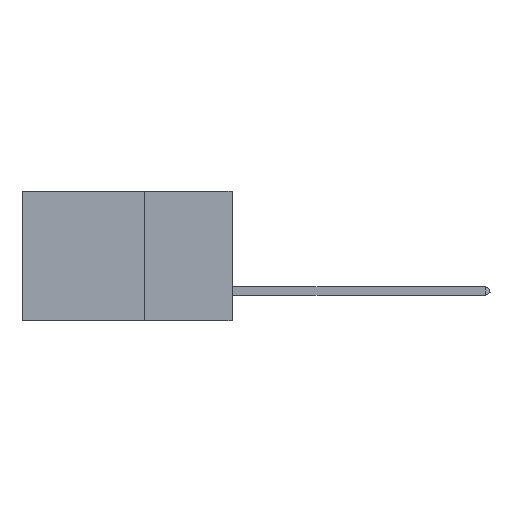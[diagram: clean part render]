
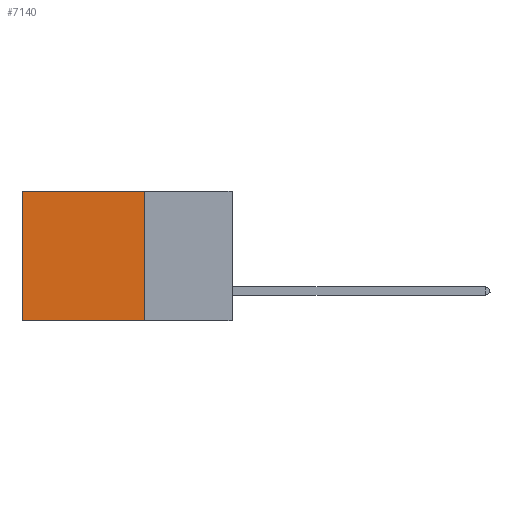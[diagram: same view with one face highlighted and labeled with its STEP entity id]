
A CAD part, left-side view. The second image highlights one B-rep face of the part: STEP entity #7140.
In plain terms, the highlighted planar face has unit normal (-1, 0, 0).
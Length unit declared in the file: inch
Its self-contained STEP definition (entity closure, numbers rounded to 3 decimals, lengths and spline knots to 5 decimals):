
#78 = CARTESIAN_POINT ( 'NONE',  ( 0.2875, 0.25, 0. ) ) ;
#544 = ORIENTED_EDGE ( 'NONE', *, *, #10414, .F. ) ;
#662 = ORIENTED_EDGE ( 'NONE', *, *, #9873, .T. ) ;
#780 = CARTESIAN_POINT ( 'NONE',  ( 0.2875, 0.6, -0.37 ) ) ;
#1458 = ORIENTED_EDGE ( 'NONE', *, *, #9266, .T. ) ;
#1666 = VECTOR ( 'NONE', #9558, 39.37008 ) ;
#1962 = VECTOR ( 'NONE', #10777, 39.37008 ) ;
#3225 = EDGE_CURVE ( 'NONE', #19754, #3333, #16971, .T. ) ;
#3333 = VERTEX_POINT ( 'NONE', #780 ) ;
#4619 = VECTOR ( 'NONE', #9491, 39.37008 ) ;
#4820 = LINE ( 'NONE', #12989, #16691 ) ;
#5865 = CARTESIAN_POINT ( 'NONE',  ( 0.2875, 0.6, 0. ) ) ;
#6124 = CARTESIAN_POINT ( 'NONE',  ( 0.2875, 0.25, -0.37 ) ) ;
#6360 = ORIENTED_EDGE ( 'NONE', *, *, #3225, .F. ) ;
#6447 = DIRECTION ( 'NONE',  ( 1., 0., 0. ) ) ;
#6885 = VERTEX_POINT ( 'NONE', #6928 ) ;
#6928 = CARTESIAN_POINT ( 'NONE',  ( 0.2875, 0.25, 0. ) ) ;
#7140 = ADVANCED_FACE ( 'NONE', ( #12184 ), #14415, .F. ) ;
#7608 = LINE ( 'NONE', #16854, #1962 ) ;
#7666 = VERTEX_POINT ( 'NONE', #5865 ) ;
#8156 = AXIS2_PLACEMENT_3D ( 'NONE', #15941, #6447, #9601 ) ;
#9266 = EDGE_CURVE ( 'NONE', #7666, #3333, #7608, .T. ) ;
#9491 = DIRECTION ( 'NONE',  ( 0., 1., 0. ) ) ;
#9558 = DIRECTION ( 'NONE',  ( 0., 1., 0. ) ) ;
#9601 = DIRECTION ( 'NONE',  ( 0., 0., -1. ) ) ;
#9873 = EDGE_CURVE ( 'NONE', #6885, #7666, #17466, .T. ) ;
#10414 = EDGE_CURVE ( 'NONE', #6885, #19754, #4820, .T. ) ;
#10777 = DIRECTION ( 'NONE',  ( 0., 0., -1. ) ) ;
#11230 = CARTESIAN_POINT ( 'NONE',  ( 0.2875, 0.25, -0.37 ) ) ;
#12184 = FACE_OUTER_BOUND ( 'NONE', #15200, .T. ) ;
#12989 = CARTESIAN_POINT ( 'NONE',  ( 0.2875, 0.25, 0. ) ) ;
#14415 = PLANE ( 'NONE',  #8156 ) ;
#15200 = EDGE_LOOP ( 'NONE', ( #1458, #6360, #544, #662 ) ) ;
#15941 = CARTESIAN_POINT ( 'NONE',  ( 0.2875, 0.25, 0. ) ) ;
#16691 = VECTOR ( 'NONE', #18371, 39.37008 ) ;
#16854 = CARTESIAN_POINT ( 'NONE',  ( 0.2875, 0.6, 0. ) ) ;
#16971 = LINE ( 'NONE', #11230, #4619 ) ;
#17466 = LINE ( 'NONE', #78, #1666 ) ;
#18371 = DIRECTION ( 'NONE',  ( 0., 0., -1. ) ) ;
#19754 = VERTEX_POINT ( 'NONE', #6124 ) ;
